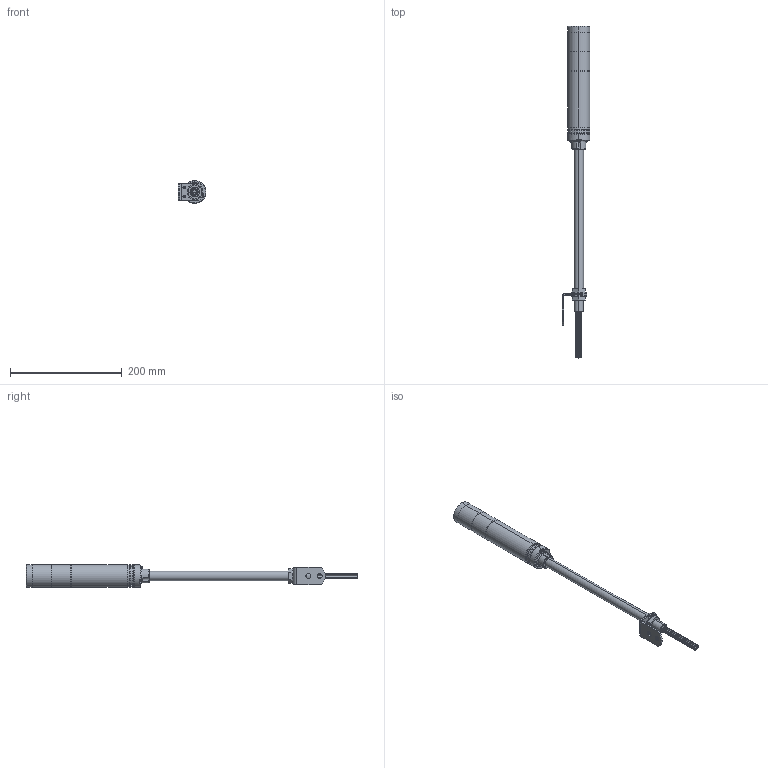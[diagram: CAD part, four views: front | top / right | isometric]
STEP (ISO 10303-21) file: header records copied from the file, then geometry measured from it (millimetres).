
FILE_DESCRIPTION (( 'STEP AP214' ), '1' );
FILE_NAME ('LCE-202FB-RG.step', '2016-10-25T14:43:57', ( '' ), ( '' ), 'SwSTEP 2.0', 'SolidWorks 2016', '' );
FILE_SCHEMA (( 'AUTOMOTIVE_DESIGN' ));
Length unit declared in the file: millimetre
Products named in the file (1): LCE-202FB-RG
Bounding box: 50 x 593 x 40 mm (x, y, z)
Volume: 310333.2 mm3; surface area: 112789.5 mm2
Topology: 33 solids, 33 shells, 377 faces, 888 edges, 577 vertices
Faces by surface type: plane 241, cylinder 116, cone 8, torus 6, bspline 6
Entity records: 11544 total; most frequent: CARTESIAN_POINT 2069, DIRECTION 1922, ORIENTED_EDGE 1764, EDGE_CURVE 882, AXIS2_PLACEMENT_3D 692, VERTEX_POINT 577, LINE 538, VECTOR 538
